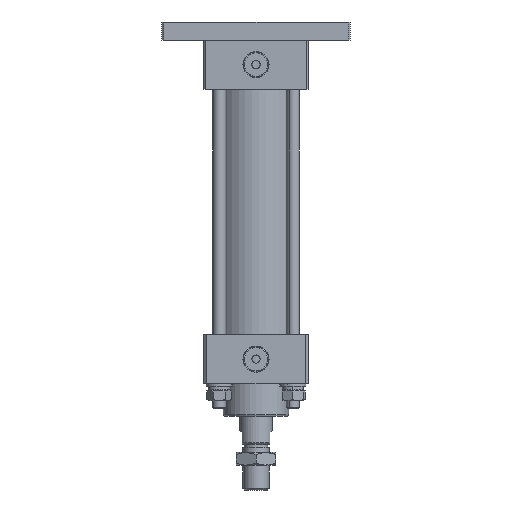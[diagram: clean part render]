
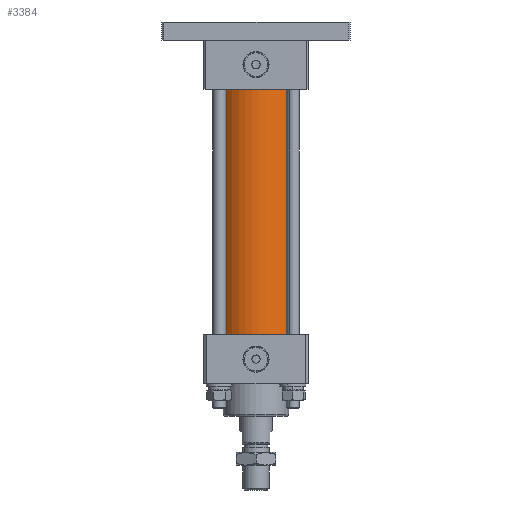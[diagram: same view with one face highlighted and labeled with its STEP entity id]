
A CAD part, front view. The second image highlights one B-rep face of the part: STEP entity #3384.
In plain terms, the highlighted cylindrical face has radius 25 mm (diameter 50 mm), a partial arc.
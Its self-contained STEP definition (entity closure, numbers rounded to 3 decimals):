
#212 = DIRECTION ( 'NONE',  ( -1., 0., 0. ) ) ;
#215 = DIRECTION ( 'NONE',  ( 0., 0., -1. ) ) ;
#216 = CARTESIAN_POINT ( 'NONE',  ( 0., 0., 150. ) ) ;
#611 = ORIENTED_EDGE ( 'NONE', *, *, #2285, .F. ) ;
#616 = ORIENTED_EDGE ( 'NONE', *, *, #2283, .T. ) ;
#664 = ORIENTED_EDGE ( 'NONE', *, *, #2289, .F. ) ;
#715 = ORIENTED_EDGE ( 'NONE', *, *, #2287, .T. ) ;
#798 = EDGE_LOOP ( 'NONE', ( #664, #611, #715, #616 ) ) ;
#1161 = CIRCLE ( 'NONE', #1645, 25. ) ;
#1163 = CIRCLE ( 'NONE', #1647, 25. ) ;
#1165 = LINE ( 'NONE', #1986, #1168 ) ;
#1166 = LINE ( 'NONE', #1992, #1171 ) ;
#1168 = VECTOR ( 'NONE', #1976, 1000. ) ;
#1171 = VECTOR ( 'NONE', #1972, 1000. ) ;
#1437 = FACE_OUTER_BOUND ( 'NONE', #798, .T. ) ;
#1441 = CYLINDRICAL_SURFACE ( 'NONE', #1765, 25. ) ;
#1645 = AXIS2_PLACEMENT_3D ( 'NONE', #1977, #1978, #1979 ) ;
#1647 = AXIS2_PLACEMENT_3D ( 'NONE', #1983, #1984, #1985 ) ;
#1765 = AXIS2_PLACEMENT_3D ( 'NONE', #216, #215, #212 ) ;
#1972 = DIRECTION ( 'NONE',  ( 0., 0., -1. ) ) ;
#1976 = DIRECTION ( 'NONE',  ( 0., 0., -1. ) ) ;
#1977 = CARTESIAN_POINT ( 'NONE',  ( 0., 0., 0. ) ) ;
#1978 = DIRECTION ( 'NONE',  ( 0., 0., 1. ) ) ;
#1979 = DIRECTION ( 'NONE',  ( 1., 0., 0. ) ) ;
#1983 = CARTESIAN_POINT ( 'NONE',  ( 0., 0., 150. ) ) ;
#1984 = DIRECTION ( 'NONE',  ( 0., 0., 1. ) ) ;
#1985 = DIRECTION ( 'NONE',  ( 1., 0., 0. ) ) ;
#1986 = CARTESIAN_POINT ( 'NONE',  ( -25., 0., 150. ) ) ;
#1992 = CARTESIAN_POINT ( 'NONE',  ( 25., 0., 150. ) ) ;
#2283 = EDGE_CURVE ( 'NONE', #5256, #5302, #1161, .T. ) ;
#2285 = EDGE_CURVE ( 'NONE', #5315, #5303, #1163, .T. ) ;
#2287 = EDGE_CURVE ( 'NONE', #5315, #5256, #1165, .T. ) ;
#2289 = EDGE_CURVE ( 'NONE', #5303, #5302, #1166, .T. ) ;
#3384 = ADVANCED_FACE ( 'NONE', ( #1437 ), #1441, .T. ) ;
#5256 = VERTEX_POINT ( 'NONE', #5513 ) ;
#5302 = VERTEX_POINT ( 'NONE', #5549 ) ;
#5303 = VERTEX_POINT ( 'NONE', #5550 ) ;
#5315 = VERTEX_POINT ( 'NONE', #5562 ) ;
#5513 = CARTESIAN_POINT ( 'NONE',  ( -25., 0., 0. ) ) ;
#5549 = CARTESIAN_POINT ( 'NONE',  ( 25., 0., 0. ) ) ;
#5550 = CARTESIAN_POINT ( 'NONE',  ( 25., 0., 150. ) ) ;
#5562 = CARTESIAN_POINT ( 'NONE',  ( -25., 0., 150. ) ) ;
